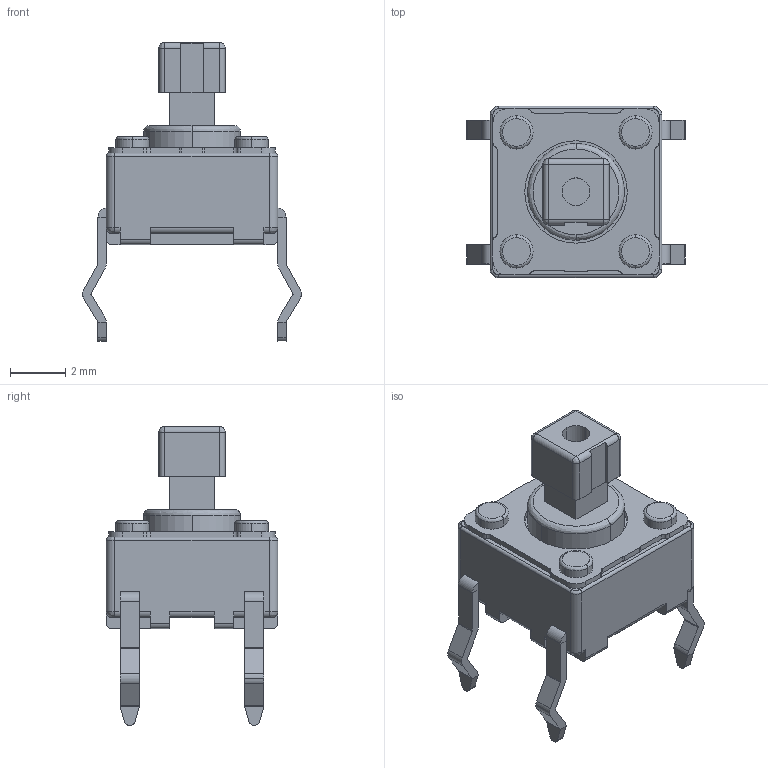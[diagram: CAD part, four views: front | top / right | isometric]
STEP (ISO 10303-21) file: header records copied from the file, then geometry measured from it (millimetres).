
FILE_DESCRIPTION(('FreeCAD Model'),'2;1');
FILE_NAME('SKHHDA.step','2020-02-28T12:20:13',( 'kicad StepUp'),('ksu MCAD'),'Open CASCADE STEP processor 7.3', 'FreeCAD','Unknown');
FILE_SCHEMA(('AUTOMOTIVE_DESIGN { 1 0 10303 214 1 1 1 1 }'));
Length unit declared in the file: millimetre
Products named in the file (1): SKHHDA
Bounding box: 7.9 x 6.2 x 10.8 mm (x, y, z)
Volume: 146 mm3; surface area: 276.1 mm2
Topology: 1 solids, 6 shells, 335 faces, 860 edges, 542 vertices
Faces by surface type: cylinder 160, plane 153, bspline 22
Entity records: 12757 total; most frequent: CARTESIAN_POINT 2126, DIRECTION 1798, ORIENTED_EDGE 1712, EDGE_CURVE 856, AXIS2_PLACEMENT_3D 646, VERTEX_POINT 542, LINE 506, VECTOR 506
